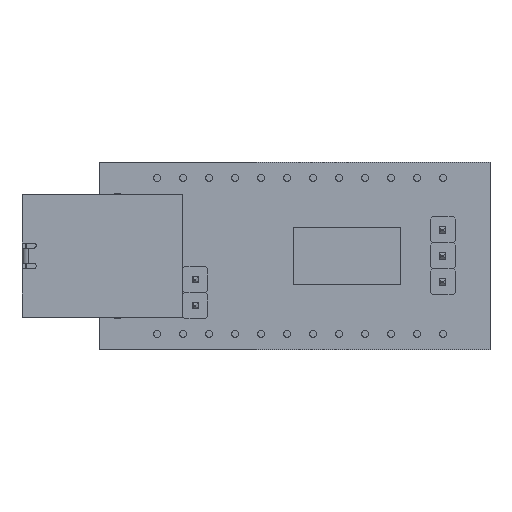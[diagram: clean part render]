
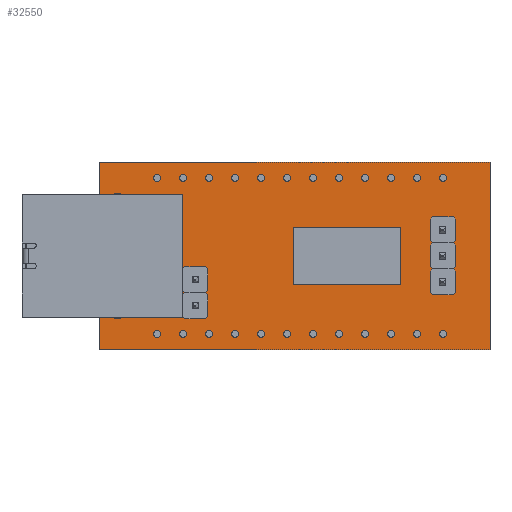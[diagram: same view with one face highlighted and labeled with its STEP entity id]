
A CAD part, top view. The second image highlights one B-rep face of the part: STEP entity #32550.
In plain terms, the highlighted planar face has unit normal (0, 0, 1).
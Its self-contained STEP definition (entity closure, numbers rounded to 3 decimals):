
#32418=CARTESIAN_POINT('',(-19.558,-9.144,5.8));
#32419=VERTEX_POINT('',#32418);
#32426=CARTESIAN_POINT('',(-19.558,9.144,5.8));
#32427=VERTEX_POINT('',#32426);
#32428=CARTESIAN_POINT('',(-19.558,9.144,5.8));
#32429=DIRECTION('',(0.0,-1.0,0.0));
#32430=VECTOR('',#32429,18.288);
#32431=LINE('',#32428,#32430);
#32432=EDGE_CURVE('',#32427,#32419,#32431,.T.);
#32456=CARTESIAN_POINT('',(18.542,-9.144,5.8));
#32457=VERTEX_POINT('',#32456);
#32464=CARTESIAN_POINT('',(-19.558,-9.144,5.8));
#32465=DIRECTION('',(1.0,0.0,0.0));
#32466=VECTOR('',#32465,38.1);
#32467=LINE('',#32464,#32466);
#32468=EDGE_CURVE('',#32419,#32457,#32467,.T.);
#32487=CARTESIAN_POINT('',(18.542,9.144,5.8));
#32488=VERTEX_POINT('',#32487);
#32495=CARTESIAN_POINT('',(18.542,-9.144,5.8));
#32496=DIRECTION('',(0.0,1.0,0.0));
#32497=VECTOR('',#32496,18.288);
#32498=LINE('',#32495,#32497);
#32499=EDGE_CURVE('',#32457,#32488,#32498,.T.);
#32517=CARTESIAN_POINT('',(18.542,9.144,5.8));
#32518=DIRECTION('',(-1.0,0.0,0.0));
#32519=VECTOR('',#32518,38.1);
#32520=LINE('',#32517,#32519);
#32521=EDGE_CURVE('',#32488,#32427,#32520,.T.);
#32539=CARTESIAN_POINT('',(-0.508,0.,5.8));
#32540=DIRECTION('',(0.0,0.0,1.0));
#32541=DIRECTION('',(1.0,0.0,0.0));
#32542=AXIS2_PLACEMENT_3D('',#32539,#32540,#32541);
#32543=PLANE('',#32542);
#32544=ORIENTED_EDGE('',*,*,#32521,.T.);
#32545=ORIENTED_EDGE('',*,*,#32432,.T.);
#32546=ORIENTED_EDGE('',*,*,#32468,.T.);
#32547=ORIENTED_EDGE('',*,*,#32499,.T.);
#32548=EDGE_LOOP('',(#32544,#32545,#32546,#32547));
#32549=FACE_OUTER_BOUND('',#32548,.T.);
#32550=ADVANCED_FACE('',(#32549),#32543,.T.);
